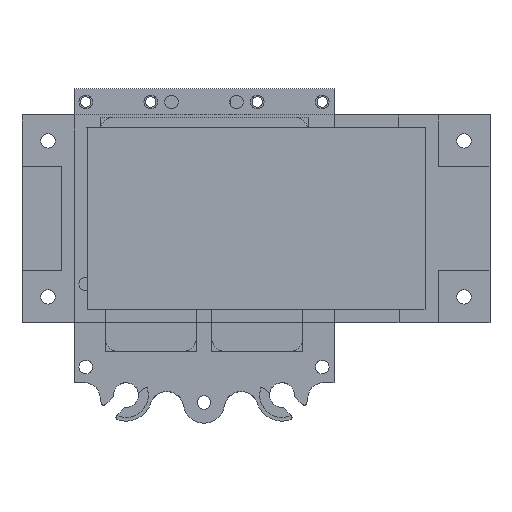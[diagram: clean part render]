
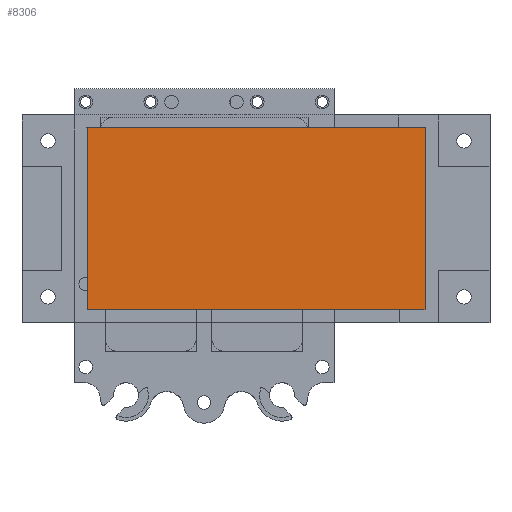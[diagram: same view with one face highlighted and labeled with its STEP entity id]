
A CAD part, front view. The second image highlights one B-rep face of the part: STEP entity #8306.
In plain terms, the highlighted planar face has unit normal (0, -1, 0).
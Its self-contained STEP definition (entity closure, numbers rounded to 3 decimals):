
#7486 = VERTEX_POINT('',#7487);
#7487 = CARTESIAN_POINT('',(-45.,-21.,
    -85.));
#7494 = PLANE('',#7495);
#7495 = AXIS2_PLACEMENT_3D('',#7496,#7497,#7498);
#7496 = CARTESIAN_POINT('',(-45.,-6.,
    -85.));
#7497 = DIRECTION('',(0.,0.,1.));
#7498 = DIRECTION('',(1.,0.,0.));
#7506 = PLANE('',#7507);
#7507 = AXIS2_PLACEMENT_3D('',#7508,#7509,#7510);
#7508 = CARTESIAN_POINT('',(-45.,-6.,-15.));
#7509 = DIRECTION('',(1.,0.,0.));
#7510 = DIRECTION('',(0.,0.,-1.));
#7518 = EDGE_CURVE('',#7486,#7519,#7521,.T.);
#7519 = VERTEX_POINT('',#7520);
#7520 = CARTESIAN_POINT('',(85.,-21.,
    -85.));
#7521 = SURFACE_CURVE('',#7522,(#7526,#7533),.PCURVE_S1.);
#7522 = LINE('',#7523,#7524);
#7523 = CARTESIAN_POINT('',(-45.,-21.,
    -85.));
#7524 = VECTOR('',#7525,1.);
#7525 = DIRECTION('',(1.,0.,0.));
#7526 = PCURVE('',#7494,#7527);
#7527 = DEFINITIONAL_REPRESENTATION('',(#7528),#7532);
#7528 = LINE('',#7529,#7530);
#7529 = CARTESIAN_POINT('',(0.,-15.));
#7530 = VECTOR('',#7531,1.);
#7531 = DIRECTION('',(1.,0.));
#7532 = ( GEOMETRIC_REPRESENTATION_CONTEXT(2) 
PARAMETRIC_REPRESENTATION_CONTEXT() REPRESENTATION_CONTEXT('2D SPACE',''
  ) );
#7533 = PCURVE('',#7534,#7539);
#7534 = PLANE('',#7535);
#7535 = AXIS2_PLACEMENT_3D('',#7536,#7537,#7538);
#7536 = CARTESIAN_POINT('',(20.,-21.,
    -50.));
#7537 = DIRECTION('',(0.,1.,0.));
#7538 = DIRECTION('',(1.,0.,0.));
#7539 = DEFINITIONAL_REPRESENTATION('',(#7540),#7544);
#7540 = LINE('',#7541,#7542);
#7541 = CARTESIAN_POINT('',(-65.,35.));
#7542 = VECTOR('',#7543,1.);
#7543 = DIRECTION('',(1.,0.));
#7544 = ( GEOMETRIC_REPRESENTATION_CONTEXT(2) 
PARAMETRIC_REPRESENTATION_CONTEXT() REPRESENTATION_CONTEXT('2D SPACE',''
  ) );
#7562 = PLANE('',#7563);
#7563 = AXIS2_PLACEMENT_3D('',#7564,#7565,#7566);
#7564 = CARTESIAN_POINT('',(85.,-6.,
    -85.));
#7565 = DIRECTION('',(-1.,0.,0.));
#7566 = DIRECTION('',(0.,0.,1.));
#7634 = VERTEX_POINT('',#7635);
#7635 = CARTESIAN_POINT('',(-45.,-21.,
    -15.));
#7649 = PLANE('',#7650);
#7650 = AXIS2_PLACEMENT_3D('',#7651,#7652,#7653);
#7651 = CARTESIAN_POINT('',(85.,-6.,-15.));
#7652 = DIRECTION('',(0.,0.,-1.));
#7653 = DIRECTION('',(-1.,0.,0.));
#7661 = EDGE_CURVE('',#7634,#7486,#7662,.T.);
#7662 = SURFACE_CURVE('',#7663,(#7667,#7674),.PCURVE_S1.);
#7663 = LINE('',#7664,#7665);
#7664 = CARTESIAN_POINT('',(-45.,-21.,
    -15.));
#7665 = VECTOR('',#7666,1.);
#7666 = DIRECTION('',(0.,0.,-1.));
#7667 = PCURVE('',#7506,#7668);
#7668 = DEFINITIONAL_REPRESENTATION('',(#7669),#7673);
#7669 = LINE('',#7670,#7671);
#7670 = CARTESIAN_POINT('',(0.,-15.));
#7671 = VECTOR('',#7672,1.);
#7672 = DIRECTION('',(1.,0.));
#7673 = ( GEOMETRIC_REPRESENTATION_CONTEXT(2) 
PARAMETRIC_REPRESENTATION_CONTEXT() REPRESENTATION_CONTEXT('2D SPACE',''
  ) );
#7674 = PCURVE('',#7534,#7675);
#7675 = DEFINITIONAL_REPRESENTATION('',(#7676),#7680);
#7676 = LINE('',#7677,#7678);
#7677 = CARTESIAN_POINT('',(-65.,-35.));
#7678 = VECTOR('',#7679,1.);
#7679 = DIRECTION('',(0.,1.));
#7680 = ( GEOMETRIC_REPRESENTATION_CONTEXT(2) 
PARAMETRIC_REPRESENTATION_CONTEXT() REPRESENTATION_CONTEXT('2D SPACE',''
  ) );
#7708 = EDGE_CURVE('',#7519,#7709,#7711,.T.);
#7709 = VERTEX_POINT('',#7710);
#7710 = CARTESIAN_POINT('',(85.,-21.,
    -15.));
#7711 = SURFACE_CURVE('',#7712,(#7716,#7723),.PCURVE_S1.);
#7712 = LINE('',#7713,#7714);
#7713 = CARTESIAN_POINT('',(85.,-21.,
    -85.));
#7714 = VECTOR('',#7715,1.);
#7715 = DIRECTION('',(0.,0.,1.));
#7716 = PCURVE('',#7562,#7717);
#7717 = DEFINITIONAL_REPRESENTATION('',(#7718),#7722);
#7718 = LINE('',#7719,#7720);
#7719 = CARTESIAN_POINT('',(0.,-15.));
#7720 = VECTOR('',#7721,1.);
#7721 = DIRECTION('',(1.,0.));
#7722 = ( GEOMETRIC_REPRESENTATION_CONTEXT(2) 
PARAMETRIC_REPRESENTATION_CONTEXT() REPRESENTATION_CONTEXT('2D SPACE',''
  ) );
#7723 = PCURVE('',#7534,#7724);
#7724 = DEFINITIONAL_REPRESENTATION('',(#7725),#7729);
#7725 = LINE('',#7726,#7727);
#7726 = CARTESIAN_POINT('',(65.,35.));
#7727 = VECTOR('',#7728,1.);
#7728 = DIRECTION('',(0.,-1.));
#7729 = ( GEOMETRIC_REPRESENTATION_CONTEXT(2) 
PARAMETRIC_REPRESENTATION_CONTEXT() REPRESENTATION_CONTEXT('2D SPACE',''
  ) );
#8306 = ADVANCED_FACE('',(#8307),#7534,.F.);
#8307 = FACE_BOUND('',#8308,.T.);
#8308 = EDGE_LOOP('',(#8309,#8310,#8311,#8332));
#8309 = ORIENTED_EDGE('',*,*,#7518,.T.);
#8310 = ORIENTED_EDGE('',*,*,#7708,.T.);
#8311 = ORIENTED_EDGE('',*,*,#8312,.T.);
#8312 = EDGE_CURVE('',#7709,#7634,#8313,.T.);
#8313 = SURFACE_CURVE('',#8314,(#8318,#8325),.PCURVE_S1.);
#8314 = LINE('',#8315,#8316);
#8315 = CARTESIAN_POINT('',(85.,-21.,
    -15.));
#8316 = VECTOR('',#8317,1.);
#8317 = DIRECTION('',(-1.,0.,0.));
#8318 = PCURVE('',#7534,#8319);
#8319 = DEFINITIONAL_REPRESENTATION('',(#8320),#8324);
#8320 = LINE('',#8321,#8322);
#8321 = CARTESIAN_POINT('',(65.,-35.));
#8322 = VECTOR('',#8323,1.);
#8323 = DIRECTION('',(-1.,0.));
#8324 = ( GEOMETRIC_REPRESENTATION_CONTEXT(2) 
PARAMETRIC_REPRESENTATION_CONTEXT() REPRESENTATION_CONTEXT('2D SPACE',''
  ) );
#8325 = PCURVE('',#7649,#8326);
#8326 = DEFINITIONAL_REPRESENTATION('',(#8327),#8331);
#8327 = LINE('',#8328,#8329);
#8328 = CARTESIAN_POINT('',(0.,-15.));
#8329 = VECTOR('',#8330,1.);
#8330 = DIRECTION('',(1.,0.));
#8331 = ( GEOMETRIC_REPRESENTATION_CONTEXT(2) 
PARAMETRIC_REPRESENTATION_CONTEXT() REPRESENTATION_CONTEXT('2D SPACE',''
  ) );
#8332 = ORIENTED_EDGE('',*,*,#7661,.T.);
